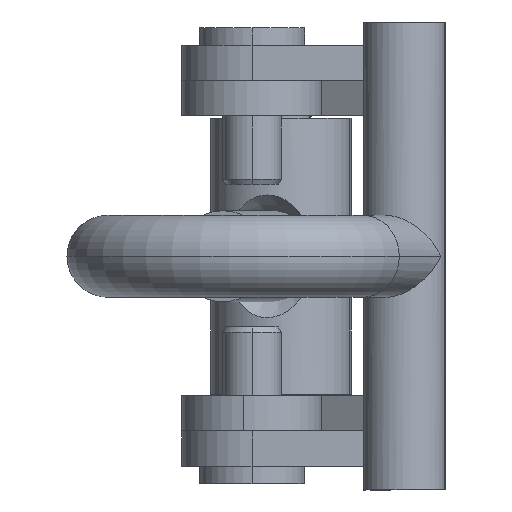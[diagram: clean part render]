
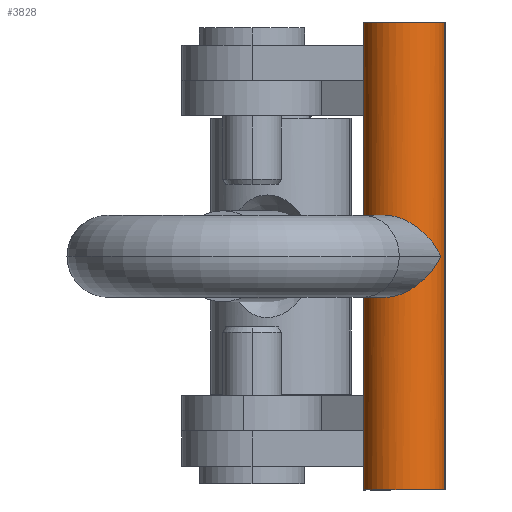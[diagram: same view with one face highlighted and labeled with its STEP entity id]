
A CAD part, left-side view. The second image highlights one B-rep face of the part: STEP entity #3828.
In plain terms, the highlighted cylindrical face has radius 3.5 mm (diameter 7 mm), a partial arc.
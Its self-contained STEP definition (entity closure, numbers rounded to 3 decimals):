
#33 = CARTESIAN_POINT ( 'NONE',  ( -21.179, 89.752, -6.222 ) ) ;
#53 = CARTESIAN_POINT ( 'NONE',  ( -28.059, 85.155, 0. ) ) ;
#66 = CARTESIAN_POINT ( 'NONE',  ( -21.179, 89.752, 6.222 ) ) ;
#88 = CARTESIAN_POINT ( 'NONE',  ( -21.179, 84.249, -20. ) ) ;
#94 = VERTEX_POINT ( 'NONE', #3765 ) ;
#112 = CARTESIAN_POINT ( 'NONE',  ( -21.179, 84.249, -0.906 ) ) ;
#152 = EDGE_CURVE ( 'NONE', #2925, #2636, #4301, .T. ) ;
#271 = CARTESIAN_POINT ( 'NONE',  ( -26.635, 90.471, 5.503 ) ) ;
#316 = DIRECTION ( 'NONE',  ( 0., 0., 1. ) ) ;
#413 = CARTESIAN_POINT ( 'NONE',  ( -28.059, 85.155, 0. ) ) ;
#428 = CARTESIAN_POINT ( 'NONE',  ( -28.179, 84.249, 20. ) ) ;
#553 = EDGE_LOOP ( 'NONE', ( #867, #3786, #1025, #1794, #2136, #4088, #1464 ) ) ;
#589 = CARTESIAN_POINT ( 'NONE',  ( -24.679, 84.249, 20. ) ) ;
#654 = VECTOR ( 'NONE', #4027, 1000. ) ;
#715 = LINE ( 'NONE', #1096, #654 ) ;
#833 = AXIS2_PLACEMENT_3D ( 'NONE', #1447, #4260, #1418 ) ;
#867 = ORIENTED_EDGE ( 'NONE', *, *, #152, .T. ) ;
#1000 = CARTESIAN_POINT ( 'NONE',  ( -21.179, 84.249, -0.906 ) ) ;
#1015 = CARTESIAN_POINT ( 'NONE',  ( -26.635, 90.471, -5.503 ) ) ;
#1025 = ORIENTED_EDGE ( 'NONE', *, *, #1937, .F. ) ;
#1096 = CARTESIAN_POINT ( 'NONE',  ( -28.179, 84.249, -20. ) ) ;
#1173 = EDGE_CURVE ( 'NONE', #2757, #3873, #3861, .T. ) ;
#1191 = DIRECTION ( 'NONE',  ( 0., 0., 1. ) ) ;
#1226 = CARTESIAN_POINT ( 'NONE',  ( -21.179, 84.249, -20. ) ) ;
#1418 = DIRECTION ( 'NONE',  ( 1., 0., 0. ) ) ;
#1447 = CARTESIAN_POINT ( 'NONE',  ( -24.679, 84.249, -20. ) ) ;
#1464 = ORIENTED_EDGE ( 'NONE', *, *, #3446, .F. ) ;
#1516 = EDGE_CURVE ( 'NONE', #94, #2757, #3365, .T. ) ;
#1548 = CARTESIAN_POINT ( 'NONE',  ( -21.179, 84.249, 20. ) ) ;
#1583 = DIRECTION ( 'NONE',  ( 1., 0., 0. ) ) ;
#1601 = EDGE_CURVE ( 'NONE', #94, #2088, #1756, .T. ) ;
#1640 = DIRECTION ( 'NONE',  ( 1., 0., 0. ) ) ;
#1656 = DIRECTION ( 'NONE',  ( 0., 0., 1. ) ) ;
#1747 = CARTESIAN_POINT ( 'NONE',  ( -28.059, 85.155, 0. ) ) ;
#1756 = LINE ( 'NONE', #1226, #4380 ) ;
#1794 = ORIENTED_EDGE ( 'NONE', *, *, #1601, .F. ) ;
#1836 = DIRECTION ( 'NONE',  ( 0., 0., 1. ) ) ;
#1937 = EDGE_CURVE ( 'NONE', #2088, #2068, #3106, .T. ) ;
#2068 = VERTEX_POINT ( 'NONE', #428 ) ;
#2088 = VERTEX_POINT ( 'NONE', #1548 ) ;
#2136 = ORIENTED_EDGE ( 'NONE', *, *, #1516, .T. ) ;
#2262 = EDGE_CURVE ( 'NONE', #2636, #2068, #715, .T. ) ;
#2491 = FACE_OUTER_BOUND ( 'NONE', #553, .T. ) ;
#2554 = CYLINDRICAL_SURFACE ( 'NONE', #3447, 3.5 ) ;
#2636 = VERTEX_POINT ( 'NONE', #2641 ) ;
#2641 = CARTESIAN_POINT ( 'NONE',  ( -28.179, 84.249, -20. ) ) ;
#2757 = VERTEX_POINT ( 'NONE', #1747 ) ;
#2925 = VERTEX_POINT ( 'NONE', #88 ) ;
#3106 = CIRCLE ( 'NONE', #3962, 3.5 ) ;
#3365 =( BOUNDED_CURVE ( )  B_SPLINE_CURVE ( 3, ( #4424, #66, #271, #413 ),
 .UNSPECIFIED., .F., .T. ) 
 B_SPLINE_CURVE_WITH_KNOTS ( ( 4, 4 ),
 ( 1.833, 4.712 ),
 .UNSPECIFIED. ) 
 CURVE ( )  GEOMETRIC_REPRESENTATION_ITEM ( )  RATIONAL_B_SPLINE_CURVE ( ( 1., 0.42, 0.42, 1. ) ) 
 REPRESENTATION_ITEM ( '' )  );
#3446 = EDGE_CURVE ( 'NONE', #2925, #3873, #4401, .T. ) ;
#3447 = AXIS2_PLACEMENT_3D ( 'NONE', #4160, #1656, #1640 ) ;
#3765 = CARTESIAN_POINT ( 'NONE',  ( -21.179, 84.249, 0.906 ) ) ;
#3786 = ORIENTED_EDGE ( 'NONE', *, *, #2262, .T. ) ;
#3828 = ADVANCED_FACE ( 'NONE', ( #2491 ), #2554, .T. ) ;
#3861 =( BOUNDED_CURVE ( )  B_SPLINE_CURVE ( 3, ( #53, #1015, #33, #112 ),
 .UNSPECIFIED., .F., .T. ) 
 B_SPLINE_CURVE_WITH_KNOTS ( ( 4, 4 ),
 ( 1.571, 4.451 ),
 .UNSPECIFIED. ) 
 CURVE ( )  GEOMETRIC_REPRESENTATION_ITEM ( )  RATIONAL_B_SPLINE_CURVE ( ( 1., 0.42, 0.42, 1. ) ) 
 REPRESENTATION_ITEM ( '' )  );
#3873 = VERTEX_POINT ( 'NONE', #1000 ) ;
#3962 = AXIS2_PLACEMENT_3D ( 'NONE', #589, #1836, #1583 ) ;
#4027 = DIRECTION ( 'NONE',  ( 0., 0., 1. ) ) ;
#4088 = ORIENTED_EDGE ( 'NONE', *, *, #1173, .T. ) ;
#4160 = CARTESIAN_POINT ( 'NONE',  ( -24.679, 84.249, -20. ) ) ;
#4260 = DIRECTION ( 'NONE',  ( 0., 0., 1. ) ) ;
#4301 = CIRCLE ( 'NONE', #833, 3.5 ) ;
#4376 = CARTESIAN_POINT ( 'NONE',  ( -21.179, 84.249, -20. ) ) ;
#4380 = VECTOR ( 'NONE', #1191, 1000. ) ;
#4401 = LINE ( 'NONE', #4376, #4407 ) ;
#4407 = VECTOR ( 'NONE', #316, 1000. ) ;
#4424 = CARTESIAN_POINT ( 'NONE',  ( -21.179, 84.249, 0.906 ) ) ;
